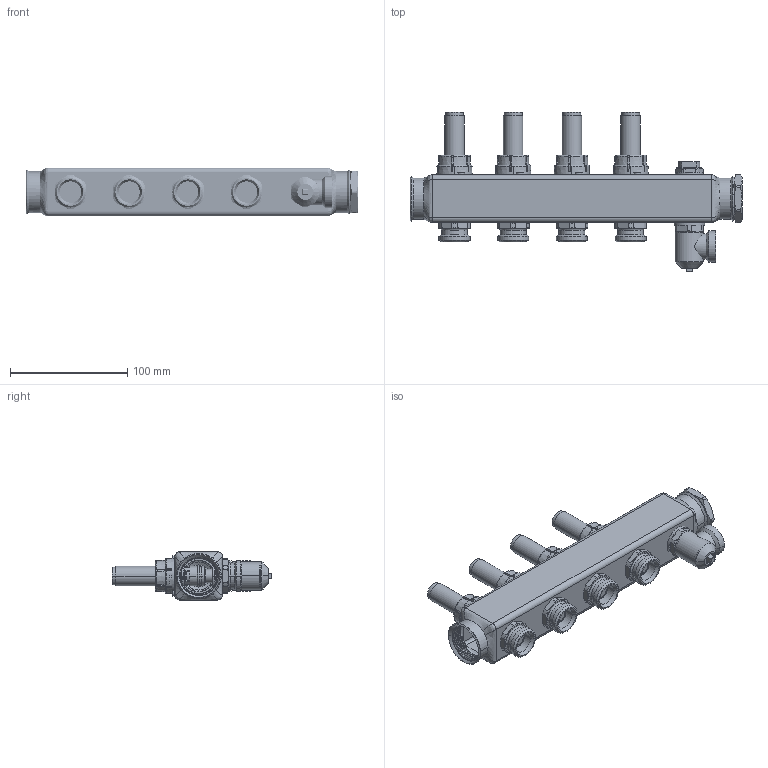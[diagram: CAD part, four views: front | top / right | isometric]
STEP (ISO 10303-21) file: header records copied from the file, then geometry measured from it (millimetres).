
FILE_DESCRIPTION((''),'2;1');
FILE_NAME('088U0754_ASM','2021-08-18T07:33:55',('U240466'),('Danfoss'),'CREO PARAMETRIC BY PTC INC, 2020342','CREO PARAMETRIC BY PTC INC, 2020342','');
FILE_SCHEMA(('CONFIG_CONTROL_DESIGN'));
Products named in the file (8): FLOWMETERASSY_SW; BIV-JIETOU; SSM_MANIFOLD_4L; 088U7016_PROP; 088U7022; SSM_PLUG_ASM; 088U7086; 088U0754_ASM
Assembly tree (13 placements, depth 3):
  088U0754_ASM
    FLOWMETERASSY_SW  x4
    BIV-JIETOU  x4
    SSM_MANIFOLD_4L
    SSM_PLUG_ASM
      088U7016_PROP
      088U7022
    088U7086
Bounding box: 282.8 x 136 x 41 mm (x, y, z)
Volume: 213207.4 mm3; surface area: 183434.9 mm2
Topology: 13 solids, 20 shells, 2743 faces, 7389 edges, 4737 vertices
Faces by surface type: plane 896, cylinder 783, cone 426, bspline 425, torus 211, sphere 2
Entity records: 108789 total; most frequent: CARTESIAN_POINT 79636, ORIENTED_EDGE 6556, DIRECTION 5341, EDGE_CURVE 3280, AXIS2_PLACEMENT_3D 2170, VERTEX_POINT 2079, EDGE_LOOP 1381, FACE_OUTER_BOUND 1264
